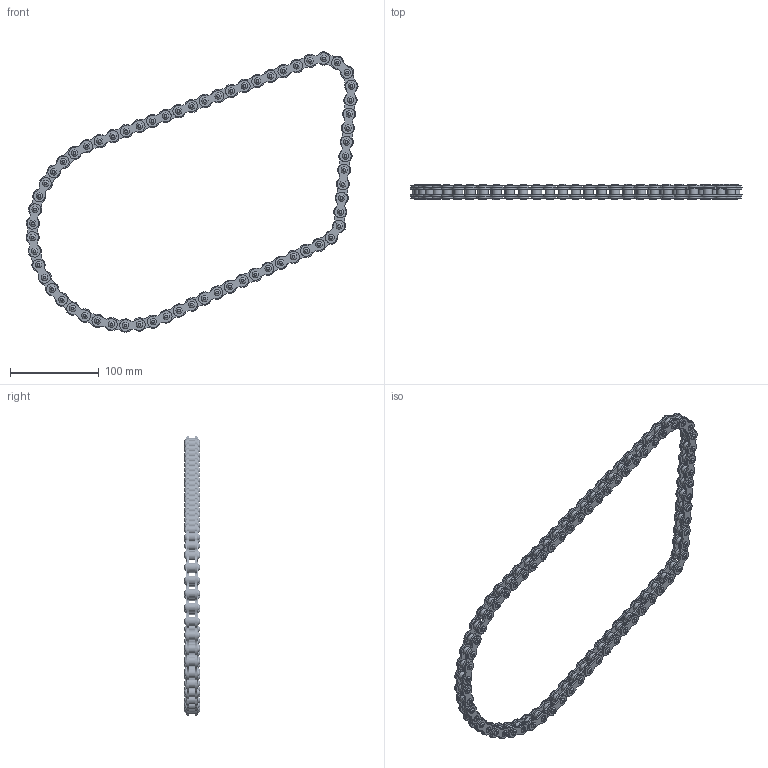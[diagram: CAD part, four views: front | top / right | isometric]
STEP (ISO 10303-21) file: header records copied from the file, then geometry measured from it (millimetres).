
FILE_DESCRIPTION(/* description */ ('CAx-IF Rec.Pracs.---Representation and Presentation of Product Manufacturing Information (PMI)---4.0---2014-10-13','CAx-IF Rec.Pracs.---3D Tessellated Geometry---0.4---2014-09-14','2;1'),/* implementation_level */ '2;1');
FILE_NAME(/* name */ 'A_Motorcycle_Chain_Crank_Roller',/* time_stamp */ '2024-04-10T10:28:35+02:00',/* author */ ('Philippe COLBACH'),/* organization */ ('ETH Zurich'),/* preprocessor_version */ 'ST-DEVELOPER v18.1',/* originating_system */ 'SIEMENS PLM Software NX 1988',/* authorisation */ $);
FILE_SCHEMA (('AP242_MANAGED_MODEL_BASED_3D_ENGINEERING_MIM_LF { 1 0 10303 442 3 1 4 }'));
Length unit declared in the file: millimetre
Products named in the file (71): A_Motorcycle_Chain_Crank_Roller; A_Motorcycle_Chain_Unit_Inner; M_Motorcycle_Chain_Inner_Plate; A_Motorcycle_Chain_Unit_Outer; M_Motorcycle_Chain_Outer_Plate; M_Motorcycle_Chain_Pin; M_Motorcycle_Chain_Roller
Assembly tree (330 placements, depth 3):
  A_Motorcycle_Chain_Crank_Roller
    A_Motorcycle_Chain_Unit_Inner
      M_Motorcycle_Chain_Inner_Plate  x2
    A_Motorcycle_Chain_Unit_Inner
      M_Motorcycle_Chain_Inner_Plate  x2
    A_Motorcycle_Chain_Unit_Inner
      M_Motorcycle_Chain_Inner_Plate  x2
    A_Motorcycle_Chain_Unit_Outer
      M_Motorcycle_Chain_Outer_Plate  x2
      M_Motorcycle_Chain_Pin  x2
      M_Motorcycle_Chain_Roller  x2
    A_Motorcycle_Chain_Unit_Outer
      M_Motorcycle_Chain_Outer_Plate  x2
      M_Motorcycle_Chain_Pin  x2
      M_Motorcycle_Chain_Roller  x2
    A_Motorcycle_Chain_Unit_Outer
      M_Motorcycle_Chain_Outer_Plate  x2
      M_Motorcycle_Chain_Pin  x2
      M_Motorcycle_Chain_Roller  x2
    A_Motorcycle_Chain_Unit_Inner
      M_Motorcycle_Chain_Inner_Plate  x2
    A_Motorcycle_Chain_Unit_Outer
      M_Motorcycle_Chain_Outer_Plate  x2
      M_Motorcycle_Chain_Pin  x2
      M_Motorcycle_Chain_Roller  x2
    A_Motorcycle_Chain_Unit_Inner
      M_Motorcycle_Chain_Inner_Plate  x2
    A_Motorcycle_Chain_Unit_Outer
      M_Motorcycle_Chain_Outer_Plate  x2
      M_Motorcycle_Chain_Pin  x2
      M_Motorcycle_Chain_Roller  x2
    A_Motorcycle_Chain_Unit_Inner
      M_Motorcycle_Chain_Inner_Plate  x2
    A_Motorcycle_Chain_Unit_Inner
      M_Motorcycle_Chain_Inner_Plate  x2
    A_Motorcycle_Chain_Unit_Outer
      M_Motorcycle_Chain_Outer_Plate  x2
      M_Motorcycle_Chain_Pin  x2
      M_Motorcycle_Chain_Roller  x2
    A_Motorcycle_Chain_Unit_Inner
      M_Motorcycle_Chain_Inner_Plate  x2
    A_Motorcycle_Chain_Unit_Inner
      M_Motorcycle_Chain_Inner_Plate  x2
    A_Motorcycle_Chain_Unit_Outer
      M_Motorcycle_Chain_Outer_Plate  x2
      M_Motorcycle_Chain_Pin  x2
      M_Motorcycle_Chain_Roller  x2
    A_Motorcycle_Chain_Unit_Outer
      M_Motorcycle_Chain_Outer_Plate  x2
      M_Motorcycle_Chain_Pin  x2
      M_Motorcycle_Chain_Roller  x2
    A_Motorcycle_Chain_Unit_Inner
      M_Motorcycle_Chain_Inner_Plate  x2
    A_Motorcycle_Chain_Unit_Inner
      M_Motorcycle_Chain_Inner_Plate  x2
    A_Motorcycle_Chain_Unit_Inner
      M_Motorcycle_Chain_Inner_Plate  x2
    A_Motorcycle_Chain_Unit_Outer
      M_Motorcycle_Chain_Outer_Plate  x2
      M_Motorcycle_Chain_Pin  x2
Bounding box: 374.86 x 17.25 x 316.55 mm (x, y, z)
Volume: 164492.9 mm3; surface area: 216694.9 mm2
Topology: 330 solids, 330 shells, 2574 faces, 5016 edges, 3366 vertices
Faces by surface type: cylinder 1518, plane 924, torus 132
Full cylindrical faces by diameter (mm): 5 x396, 6.5 x264, 10.16 x66
Entity records: 13602 total; most frequent: DIRECTION 3124, CARTESIAN_POINT 2186, AXIS2_PLACEMENT_3D 1556, DRAUGHTING_MODEL 569, REPRESENTATION_MAP 569, MAPPED_ITEM 569, MECHANICAL_DESIGN_AND_DRAUGHTING_RELATIONSHIP 568, CAMERA_MODEL_D3 568
